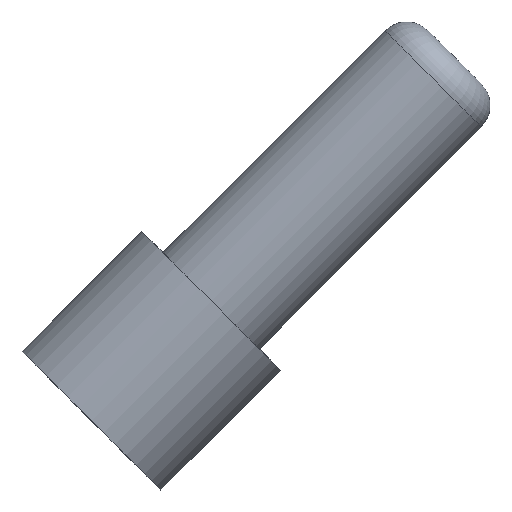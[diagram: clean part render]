
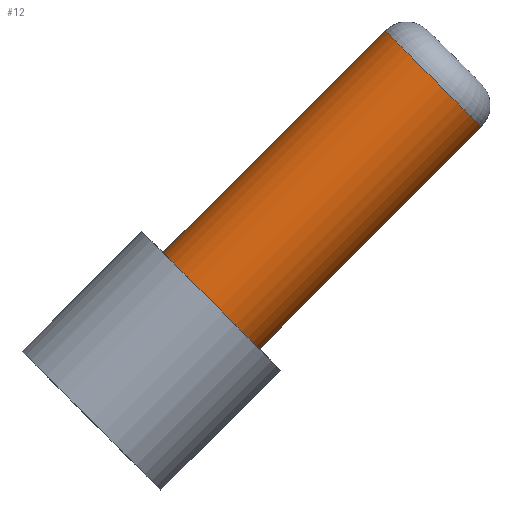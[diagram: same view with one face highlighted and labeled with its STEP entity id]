
A CAD part, left-side view. The second image highlights one B-rep face of the part: STEP entity #12.
In plain terms, the highlighted cylindrical face has radius 2.25 mm (diameter 4.5 mm), a partial arc.
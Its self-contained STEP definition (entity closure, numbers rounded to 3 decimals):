
#8 = AXIS2_PLACEMENT_3D ( 'NONE', #105, #102, #149 ) ;
#11 = DIRECTION ( 'NONE',  ( 0., 0.707, -0.707 ) ) ;
#12 = ADVANCED_FACE ( 'NONE', ( #45 ), #63, .T. ) ;
#18 = VERTEX_POINT ( 'NONE', #96 ) ;
#20 = VERTEX_POINT ( 'NONE', #95 ) ;
#23 = DIRECTION ( 'NONE',  ( 0., 0.707, -0.707 ) ) ;
#32 = CIRCLE ( 'NONE', #8, 2.25 ) ;
#35 = VERTEX_POINT ( 'NONE', #114 ) ;
#45 = FACE_OUTER_BOUND ( 'NONE', #156, .T. ) ;
#56 = DIRECTION ( 'NONE',  ( 0., 0.707, 0.707 ) ) ;
#60 = EDGE_CURVE ( 'NONE', #18, #20, #245, .T. ) ;
#63 = CYLINDRICAL_SURFACE ( 'NONE', #182, 2.25 ) ;
#81 = CARTESIAN_POINT ( 'NONE',  ( -19.9, -120.245, 13.998 ) ) ;
#82 = DIRECTION ( 'NONE',  ( 0., 0.707, -0.707 ) ) ;
#90 = VERTEX_POINT ( 'NONE', #97 ) ;
#94 = DIRECTION ( 'NONE',  ( 0., 0.707, 0.707 ) ) ;
#95 = CARTESIAN_POINT ( 'NONE',  ( -19.9, -112.184, 5.937 ) ) ;
#96 = CARTESIAN_POINT ( 'NONE',  ( -19.9, -119.537, 13.291 ) ) ;
#97 = CARTESIAN_POINT ( 'NONE',  ( -19.9, -116.355, 16.473 ) ) ;
#102 = DIRECTION ( 'NONE',  ( 0., 0.707, -0.707 ) ) ;
#105 = CARTESIAN_POINT ( 'NONE',  ( -19.9, -117.946, 14.882 ) ) ;
#110 = CARTESIAN_POINT ( 'NONE',  ( -19.9, -110.593, 7.528 ) ) ;
#112 = CARTESIAN_POINT ( 'NONE',  ( -19.9, -118.654, 15.589 ) ) ;
#114 = CARTESIAN_POINT ( 'NONE',  ( -19.9, -109.002, 9.119 ) ) ;
#119 = VECTOR ( 'NONE', #23, 1000. ) ;
#135 = CIRCLE ( 'NONE', #180, 2.25 ) ;
#147 = VECTOR ( 'NONE', #200, 1000. ) ;
#149 = DIRECTION ( 'NONE',  ( 0., -0.707, -0.707 ) ) ;
#155 = EDGE_CURVE ( 'NONE', #18, #90, #32, .T. ) ;
#156 = EDGE_LOOP ( 'NONE', ( #194, #239, #232, #207 ) ) ;
#180 = AXIS2_PLACEMENT_3D ( 'NONE', #110, #11, #94 ) ;
#182 = AXIS2_PLACEMENT_3D ( 'NONE', #112, #82, #56 ) ;
#194 = ORIENTED_EDGE ( 'NONE', *, *, #60, .F. ) ;
#200 = DIRECTION ( 'NONE',  ( 0., 0.707, -0.707 ) ) ;
#207 = ORIENTED_EDGE ( 'NONE', *, *, #236, .F. ) ;
#218 = CARTESIAN_POINT ( 'NONE',  ( -19.9, -117.063, 17.18 ) ) ;
#226 = EDGE_CURVE ( 'NONE', #90, #35, #231, .T. ) ;
#231 = LINE ( 'NONE', #218, #119 ) ;
#232 = ORIENTED_EDGE ( 'NONE', *, *, #226, .T. ) ;
#236 = EDGE_CURVE ( 'NONE', #20, #35, #135, .T. ) ;
#239 = ORIENTED_EDGE ( 'NONE', *, *, #155, .T. ) ;
#245 = LINE ( 'NONE', #81, #147 ) ;
